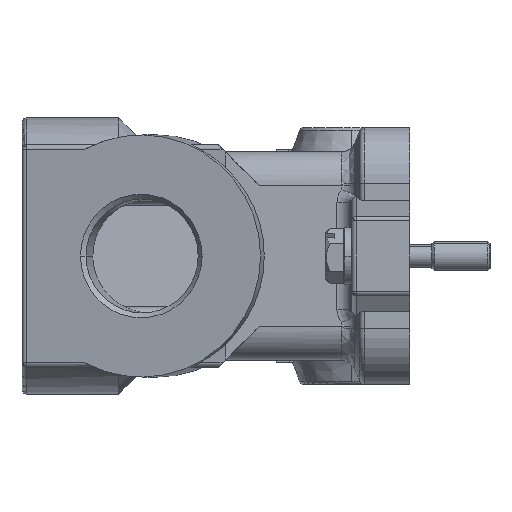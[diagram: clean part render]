
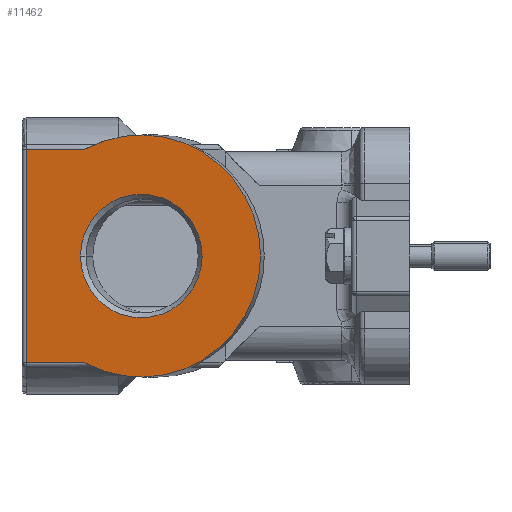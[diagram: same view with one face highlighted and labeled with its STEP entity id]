
A CAD part, left-side view. The second image highlights one B-rep face of the part: STEP entity #11462.
In plain terms, the highlighted planar face has unit normal (-0.985, 0.174, 0).
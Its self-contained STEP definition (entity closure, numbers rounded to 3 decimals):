
#2904=CARTESIAN_POINT('',(-46.732,125.38,
0.));
#2905=DIRECTION('',(-0.985,0.174,0.));
#2906=DIRECTION('',(-0.174,-0.985,0.));
#2907=AXIS2_PLACEMENT_3D('',#2904,#2905,#2906);
#2909=CARTESIAN_POINT('',(-46.732,125.38,
0.));
#2910=DIRECTION('',(-0.985,0.174,0.));
#2911=DIRECTION('',(0.082,0.468,-0.88));
#2912=AXIS2_PLACEMENT_3D('',#2909,#2910,#2911);
#2914=CARTESIAN_POINT('',(-46.732,125.38,
0.));
#2915=DIRECTION('',(0.985,-0.174,0.));
#2916=DIRECTION('',(-0.174,-0.985,0.));
#2917=AXIS2_PLACEMENT_3D('',#2914,#2915,#2916);
#2919=CARTESIAN_POINT('',(-46.732,125.38,
0.));
#2920=DIRECTION('',(0.985,-0.174,0.));
#2921=DIRECTION('',(0.174,0.985,0.));
#2922=AXIS2_PLACEMENT_3D('',#2919,#2920,#2921);
#2924=DIRECTION('',(0.174,0.985,0.));
#2925=VECTOR('',#2924,12.287);
#2926=CARTESIAN_POINT('',(-44.67,137.074,
-22.));
#2927=LINE('',#2926,#2925);
#2943=CARTESIAN_POINT('',(-44.67,137.074,
-22.));
#2959=DIRECTION('',(0.,0.,1.));
#2960=VECTOR('',#2959,44.);
#2961=CARTESIAN_POINT('',(-42.536,149.174,
-22.));
#2962=LINE('',#2961,#2960);
#3039=DIRECTION('',(-0.174,-0.985,0.));
#3040=VECTOR('',#3039,12.287);
#3041=CARTESIAN_POINT('',(-42.536,149.174,22.));
#3042=LINE('',#3041,#3040);
#5936=CARTESIAN_POINT('',(-42.536,149.174,
-22.));
#5938=VERTEX_POINT('',#5936);
#6644=CARTESIAN_POINT('',(-42.536,149.174,22.));
#6646=VERTEX_POINT('',#6644);
#6846=VERTEX_POINT('',#2943);
#6866=CARTESIAN_POINT('',(-44.518,137.936,
0.));
#6867=CARTESIAN_POINT('',(-48.946,112.824,
0.));
#6868=VERTEX_POINT('',#6866);
#6869=VERTEX_POINT('',#6867);
#6887=CARTESIAN_POINT('',(-44.67,137.074,22.));
#6888=VERTEX_POINT('',#6887);
#6896=CARTESIAN_POINT('',(-51.073,100.76,
0.));
#6897=VERTEX_POINT('',#6896);
#11441=CARTESIAN_POINT('',(-46.732,125.38,
0.));
#11442=DIRECTION('',(0.985,-0.174,0.));
#11443=DIRECTION('',(0.174,0.985,0.));
#11444=AXIS2_PLACEMENT_3D('',#11441,#11442,#11443);
#11445=PLANE('',#11444);
#11447=ORIENTED_EDGE('',*,*,#11446,.T.);
#11449=ORIENTED_EDGE('',*,*,#11448,.T.);
#11451=ORIENTED_EDGE('',*,*,#11450,.T.);
#11453=ORIENTED_EDGE('',*,*,#11452,.F.);
#11455=ORIENTED_EDGE('',*,*,#11454,.F.);
#11456=EDGE_LOOP('',(#11447,#11449,#11451,#11453,#11455));
#11457=FACE_OUTER_BOUND('',#11456,.F.);
#11458=ORIENTED_EDGE('',*,*,#11435,.F.);
#11459=ORIENTED_EDGE('',*,*,#11420,.F.);
#11460=EDGE_LOOP('',(#11458,#11459));
#11461=FACE_BOUND('',#11460,.F.);
#11462=ADVANCED_FACE('',(#11457,#11461),#11445,.F.);
#2908=CIRCLE('',#2907,25.);
#2913=CIRCLE('',#2912,25.);
#2918=CIRCLE('',#2917,12.75);
#2923=CIRCLE('',#2922,12.75);
#11420=EDGE_CURVE('',#6868,#6869,#2923,.T.);
#11435=EDGE_CURVE('',#6869,#6868,#2918,.T.);
#11446=EDGE_CURVE('',#6846,#5938,#2927,.T.);
#11448=EDGE_CURVE('',#5938,#6646,#2962,.T.);
#11450=EDGE_CURVE('',#6646,#6888,#3042,.T.);
#11452=EDGE_CURVE('',#6897,#6888,#2908,.T.);
#11454=EDGE_CURVE('',#6846,#6897,#2913,.T.);
